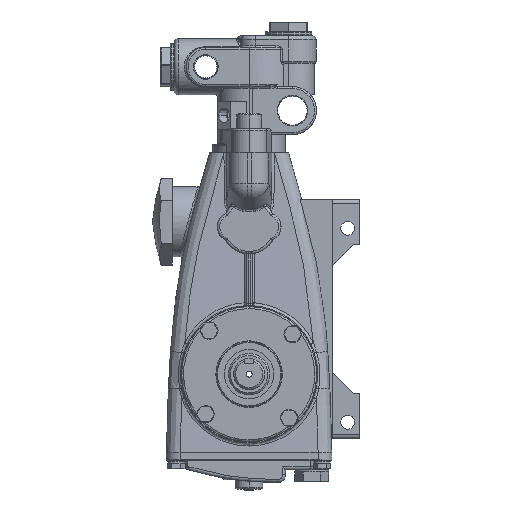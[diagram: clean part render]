
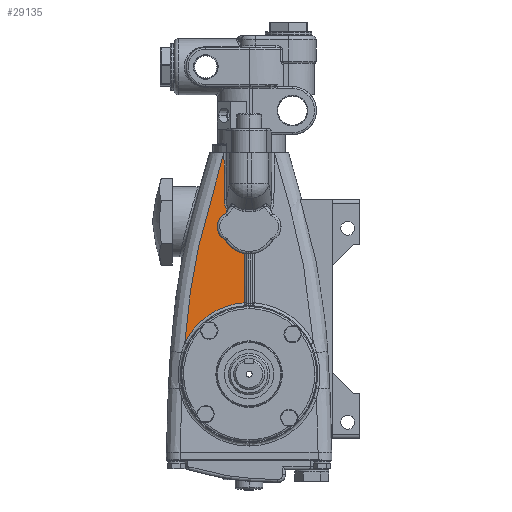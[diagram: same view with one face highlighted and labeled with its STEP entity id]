
A CAD part, left-side view. The second image highlights one B-rep face of the part: STEP entity #29135.
In plain terms, the highlighted planar face has unit normal (-0.999, 0, 0.052).
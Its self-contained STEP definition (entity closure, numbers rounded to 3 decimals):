
#289 = CARTESIAN_POINT ( 'NONE',  ( -61.473, 50.691, 20.388 ) ) ;
#2295 = CARTESIAN_POINT ( 'NONE',  ( -58.012, 24.472, 86.436 ) ) ;
#3130 = CARTESIAN_POINT ( 'NONE',  ( -61.473, 50.691, 20.388 ) ) ;
#3528 = CARTESIAN_POINT ( 'NONE',  ( -55.323, 26.992, 137.738 ) ) ;
#3718 = CARTESIAN_POINT ( 'NONE',  ( -58.494, 42.916, 77.234 ) ) ;
#4048 = CARTESIAN_POINT ( 'NONE',  ( -60.131, 12.429, 46.012 ) ) ;
#5294 = CARTESIAN_POINT ( 'NONE',  ( -55.061, 34.654, 142.748 ) ) ;
#5698 = DIRECTION ( 'NONE',  ( 0.052, 0.006, 0.999 ) ) ;
#7476 = CARTESIAN_POINT ( 'NONE',  ( -56.645, 25.278, 112.522 ) ) ;
#7930 = ORIENTED_EDGE ( 'NONE', *, *, #58442, .T. ) ;
#8367 = CARTESIAN_POINT ( 'NONE',  ( -59.299, 45.797, 61.87 ) ) ;
#9951 = EDGE_CURVE ( 'NONE', #25503, #19423, #52410, .T. ) ;
#10416 = EDGE_CURVE ( 'NONE', #47224, #36280, #30208, .T. ) ;
#10763 = B_SPLINE_CURVE_WITH_KNOTS ( 'NONE', 3,
 ( #36006, #3528, #22159, #54517, #26845, #59138, #31553, #3718, #36195, #8367, #40760, #13025, #45438, #17691, #50057, #22348 ),
 .UNSPECIFIED., .F., .F.,
 ( 4, 2, 2, 2, 2, 2, 2, 4 ),
 ( 0., 0.016, 0.031, 0.063, 0.078, 0.094, 0.11, 0.125 ),
 .UNSPECIFIED. ) ;
#12106 = ORIENTED_EDGE ( 'NONE', *, *, #58354, .F. ) ;
#13019 = EDGE_CURVE ( 'NONE', #18359, #25503, #55252, .T. ) ;
#13025 = CARTESIAN_POINT ( 'NONE',  ( -60.112, 48.064, 46.375 ) ) ;
#13206 = CARTESIAN_POINT ( 'NONE',  ( -55.061, 25.528, 142.748 ) ) ;
#13422 = CARTESIAN_POINT ( 'NONE',  ( -57.035, 23.508, 105.088 ) ) ;
#13532 = ORIENTED_EDGE ( 'NONE', *, *, #10416, .F. ) ;
#16360 = VERTEX_POINT ( 'NONE', #40675 ) ;
#16723 = ORIENTED_EDGE ( 'NONE', *, *, #42873, .F. ) ;
#16940 = VECTOR ( 'NONE', #50732, 1000. ) ;
#17157 = CARTESIAN_POINT ( 'NONE',  ( -58.012, 24.472, 86.436 ) ) ;
#17573 = ORIENTED_EDGE ( 'NONE', *, *, #27364, .T. ) ;
#17691 = CARTESIAN_POINT ( 'NONE',  ( -60.928, 49.804, 30.794 ) ) ;
#17840 = CARTESIAN_POINT ( 'NONE',  ( -57.324, 32.684, 99.566 ) ) ;
#18261 = CARTESIAN_POINT ( 'NONE',  ( -60.131, 12.429, 46.012 ) ) ;
#18359 = VERTEX_POINT ( 'NONE', #3130 ) ;
#19423 = VERTEX_POINT ( 'NONE', #20831 ) ;
#20831 = CARTESIAN_POINT ( 'NONE',  ( -58.463, 12.429, 77.829 ) ) ;
#22159 = CARTESIAN_POINT ( 'NONE',  ( -55.586, 28.457, 132.728 ) ) ;
#22348 = CARTESIAN_POINT ( 'NONE',  ( -61.473, 50.691, 20.388 ) ) ;
#22468 = DIRECTION ( 'NONE',  ( -0.999, 0., 0.052 ) ) ;
#23100 =( BOUNDED_CURVE ( )  B_SPLINE_CURVE ( 3, ( #30229, #44342, #35320, #7476 ),
 .UNSPECIFIED., .F., .F. ) 
 B_SPLINE_CURVE_WITH_KNOTS ( ( 4, 4 ),
 ( 0.824, 1.342 ),
 .UNSPECIFIED. ) 
 CURVE ( )  GEOMETRIC_REPRESENTATION_ITEM ( )  RATIONAL_B_SPLINE_CURVE ( ( 1., 0.978, 0.978, 1. ) ) 
 REPRESENTATION_ITEM ( '' )  );
#24183 = CARTESIAN_POINT ( 'NONE',  ( -55.061, 25.472, 142.739 ) ) ;
#25503 = VERTEX_POINT ( 'NONE', #4048 ) ;
#26042 = CARTESIAN_POINT ( 'NONE',  ( -57.114, 24.472, 103.564 ) ) ;
#26514 = CARTESIAN_POINT ( 'NONE',  ( -58.413, 17.606, 78.786 ) ) ;
#26845 = CARTESIAN_POINT ( 'NONE',  ( -56.375, 32.779, 117.677 ) ) ;
#27364 = EDGE_CURVE ( 'NONE', #50190, #18359, #10763, .T. ) ;
#27438 = CARTESIAN_POINT ( 'NONE',  ( -57.114, 24.472, 103.564 ) ) ;
#28459 = DIRECTION ( 'NONE',  ( 0., -1., 0. ) ) ;
#28942 = CARTESIAN_POINT ( 'NONE',  ( -55.061, 25.472, 142.748 ) ) ;
#29135 = ADVANCED_FACE ( 'NONE', ( #31607 ), #54640, .T. ) ;
#29543 = LINE ( 'NONE', #24183, #52650 ) ;
#30208 =( BOUNDED_CURVE ( )  B_SPLINE_CURVE ( 3, ( #30696, #17840, #50400, #2295 ),
 .UNSPECIFIED., .F., .F. ) 
 B_SPLINE_CURVE_WITH_KNOTS ( ( 4, 4 ),
 ( 0.453, 2.689 ),
 .UNSPECIFIED. ) 
 CURVE ( )  GEOMETRIC_REPRESENTATION_ITEM ( )  RATIONAL_B_SPLINE_CURVE ( ( 1., 0.625, 0.625, 1. ) ) 
 REPRESENTATION_ITEM ( '' )  );
#30229 = CARTESIAN_POINT ( 'NONE',  ( -57.035, 23.508, 105.088 ) ) ;
#30696 = CARTESIAN_POINT ( 'NONE',  ( -57.114, 24.472, 103.564 ) ) ;
#31489 = CARTESIAN_POINT ( 'NONE',  ( -58.012, 24.472, 86.436 ) ) ;
#31553 = CARTESIAN_POINT ( 'NONE',  ( -57.695, 39.542, 92.492 ) ) ;
#31579 = AXIS2_PLACEMENT_3D ( 'NONE', #50172, #22468, #54837 ) ;
#31607 = FACE_OUTER_BOUND ( 'NONE', #32052, .T. ) ;
#32052 = EDGE_LOOP ( 'NONE', ( #16723, #39317, #7930, #12106, #17573, #44332, #44803, #34376, #13532 ) ) ;
#32510 = LINE ( 'NONE', #5294, #43262 ) ;
#32601 = CARTESIAN_POINT ( 'NONE',  ( -60.682, 43.225, 35.484 ) ) ;
#34376 = ORIENTED_EDGE ( 'NONE', *, *, #58082, .F. ) ;
#35320 = CARTESIAN_POINT ( 'NONE',  ( -56.785, 25.261, 109.85 ) ) ;
#36006 = CARTESIAN_POINT ( 'NONE',  ( -55.061, 25.528, 142.748 ) ) ;
#36195 = CARTESIAN_POINT ( 'NONE',  ( -58.762, 43.951, 72.128 ) ) ;
#36280 = VERTEX_POINT ( 'NONE', #31489 ) ;
#39317 = ORIENTED_EDGE ( 'NONE', *, *, #45430, .T. ) ;
#40675 = CARTESIAN_POINT ( 'NONE',  ( -57.035, 23.508, 105.088 ) ) ;
#40760 = CARTESIAN_POINT ( 'NONE',  ( -59.569, 46.615, 56.718 ) ) ;
#41252 =( BOUNDED_CURVE ( )  B_SPLINE_CURVE ( 3, ( #13422, #59520, #55110, #27438 ),
 .UNSPECIFIED., .F., .T. ) 
 B_SPLINE_CURVE_WITH_KNOTS ( ( 4, 4 ),
 ( 0.955, 1.058 ),
 .UNSPECIFIED. ) 
 CURVE ( )  GEOMETRIC_REPRESENTATION_ITEM ( )  RATIONAL_B_SPLINE_CURVE ( ( 1., 0.999, 0.999, 1. ) ) 
 REPRESENTATION_ITEM ( '' )  );
#42873 = EDGE_CURVE ( 'NONE', #16360, #47224, #41252, .T. ) ;
#43262 = VECTOR ( 'NONE', #28459, 1000. ) ;
#44332 = ORIENTED_EDGE ( 'NONE', *, *, #13019, .T. ) ;
#44342 = CARTESIAN_POINT ( 'NONE',  ( -56.918, 24.657, 107.316 ) ) ;
#44803 = ORIENTED_EDGE ( 'NONE', *, *, #9951, .T. ) ;
#45430 = EDGE_CURVE ( 'NONE', #16360, #45782, #23100, .T. ) ;
#45438 = CARTESIAN_POINT ( 'NONE',  ( -60.384, 48.697, 41.183 ) ) ;
#45782 = VERTEX_POINT ( 'NONE', #51753 ) ;
#45820 = VERTEX_POINT ( 'NONE', #28942 ) ;
#47224 = VERTEX_POINT ( 'NONE', #26042 ) ;
#50057 = CARTESIAN_POINT ( 'NONE',  ( -61.201, 50.279, 25.594 ) ) ;
#50172 = CARTESIAN_POINT ( 'NONE',  ( -55.061, 34.654, 142.748 ) ) ;
#50190 = VERTEX_POINT ( 'NONE', #13206 ) ;
#50400 = CARTESIAN_POINT ( 'NONE',  ( -57.803, 32.684, 90.434 ) ) ;
#50732 = DIRECTION ( 'NONE',  ( 0.052, 0., 0.999 ) ) ;
#51141 = CARTESIAN_POINT ( 'NONE',  ( -55.061, 12.429, 142.748 ) ) ;
#51753 = CARTESIAN_POINT ( 'NONE',  ( -56.645, 25.278, 112.522 ) ) ;
#52410 = LINE ( 'NONE', #51141, #16940 ) ;
#52613 = CARTESIAN_POINT ( 'NONE',  ( -60.191, 29.231, 44.856 ) ) ;
#52650 = VECTOR ( 'NONE', #5698, 1000. ) ;
#54179 = CARTESIAN_POINT ( 'NONE',  ( -58.252, 21.89, 81.847 ) ) ;
#54517 = CARTESIAN_POINT ( 'NONE',  ( -56.112, 31.35, 122.699 ) ) ;
#54640 = PLANE ( 'NONE',  #31579 ) ;
#54837 = DIRECTION ( 'NONE',  ( 0.052, 0., 0.999 ) ) ;
#55110 = CARTESIAN_POINT ( 'NONE',  ( -57.087, 24.177, 104.088 ) ) ;
#55252 =( BOUNDED_CURVE ( )  B_SPLINE_CURVE ( 3, ( #289, #32601, #52613, #18261 ),
 .UNSPECIFIED., .F., .F. ) 
 B_SPLINE_CURVE_WITH_KNOTS ( ( 4, 4 ),
 ( 2.03, 3.073 ),
 .UNSPECIFIED. ) 
 CURVE ( )  GEOMETRIC_REPRESENTATION_ITEM ( )  RATIONAL_B_SPLINE_CURVE ( ( 1., 0.911, 0.911, 1. ) ) 
 REPRESENTATION_ITEM ( '' )  );
#55648 =( BOUNDED_CURVE ( )  B_SPLINE_CURVE ( 3, ( #17157, #54179, #26514, #58807 ),
 .UNSPECIFIED., .F., .F. ) 
 B_SPLINE_CURVE_WITH_KNOTS ( ( 4, 4 ),
 ( 2.083, 2.959 ),
 .UNSPECIFIED. ) 
 CURVE ( )  GEOMETRIC_REPRESENTATION_ITEM ( )  RATIONAL_B_SPLINE_CURVE ( ( 1., 0.937, 0.937, 1. ) ) 
 REPRESENTATION_ITEM ( '' )  );
#58082 = EDGE_CURVE ( 'NONE', #36280, #19423, #55648, .T. ) ;
#58354 = EDGE_CURVE ( 'NONE', #50190, #45820, #32510, .T. ) ;
#58442 = EDGE_CURVE ( 'NONE', #45782, #45820, #29543, .T. ) ;
#58807 = CARTESIAN_POINT ( 'NONE',  ( -58.463, 12.429, 77.829 ) ) ;
#59138 = CARTESIAN_POINT ( 'NONE',  ( -57.166, 36.937, 102.587 ) ) ;
#59520 = CARTESIAN_POINT ( 'NONE',  ( -57.06, 23.855, 104.597 ) ) ;
